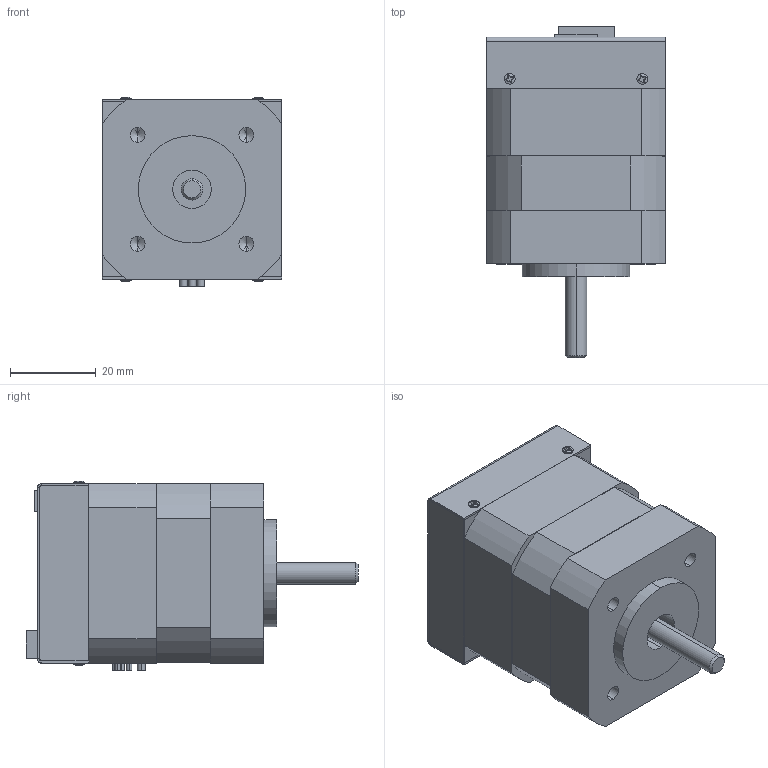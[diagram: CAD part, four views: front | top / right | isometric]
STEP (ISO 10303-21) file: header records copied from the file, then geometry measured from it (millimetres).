
FILE_DESCRIPTION (( 'STEP AP214' ), '1' );
FILE_NAME ('PD42-1-1670.STEP', '2018-08-15T10:43:31', ( '' ), ( '' ), 'SwSTEP 2.0', 'SolidWorks 2017', '' );
FILE_SCHEMA (( 'AUTOMOTIVE_DESIGN' ));
Length unit declared in the file: millimetre
Products named in the file (3): PD42-1-1670; TMCM-1670-Housing-2; Motor-2
Assembly tree (2 placements, depth 2):
  PD42-1-1670
    Motor-2
    TMCM-1670-Housing-2
Bounding box: 42 x 77.64 x 44.35 mm (x, y, z)
Volume: 80898.6 mm3; surface area: 27321.5 mm2
Topology: 12 solids, 12 shells, 501 faces, 1260 edges, 800 vertices
Faces by surface type: plane 253, cylinder 176, cone 48, torus 16, sphere 8
Entity records: 16053 total; most frequent: CARTESIAN_POINT 3039, DIRECTION 2654, ORIENTED_EDGE 2472, EDGE_CURVE 1236, AXIS2_PLACEMENT_3D 975, VERTEX_POINT 800, VECTOR 704, LINE 704
